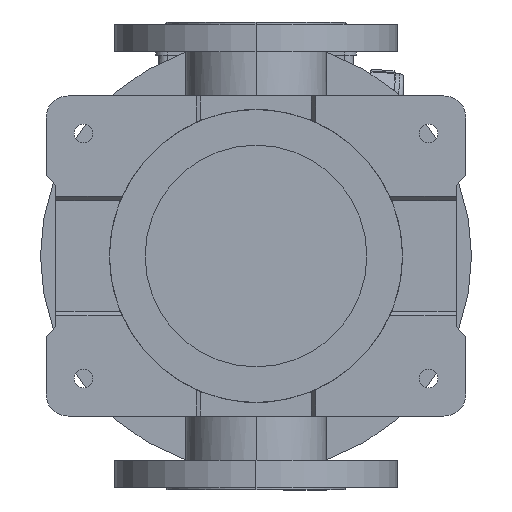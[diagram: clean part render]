
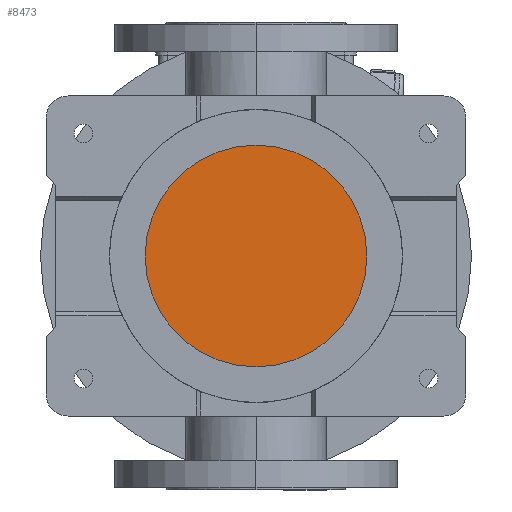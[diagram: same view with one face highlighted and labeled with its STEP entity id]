
A CAD part, front view. The second image highlights one B-rep face of the part: STEP entity #8473.
In plain terms, the highlighted face is planar.
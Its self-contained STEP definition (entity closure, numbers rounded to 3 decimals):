
#4319 = PLANE ( 'NONE',  #44135 ) ;
#8473 = ADVANCED_FACE ( 'NONE', ( #50799 ), #4319, .F. ) ;
#8956 = VERTEX_POINT ( 'NONE', #15712 ) ;
#10114 = EDGE_CURVE ( 'NONE', #8956, #46945, #16214, .T. ) ;
#11486 = CARTESIAN_POINT ( 'NONE',  ( 0., 120., 81. ) ) ;
#13992 = DIRECTION ( 'NONE',  ( 0., 1., 0. ) ) ;
#15712 = CARTESIAN_POINT ( 'NONE',  ( 0., -120., 81. ) ) ;
#15973 = DIRECTION ( 'NONE',  ( 0., 0., 1. ) ) ;
#16040 = DIRECTION ( 'NONE',  ( 0., 1., 0. ) ) ;
#16214 = CIRCLE ( 'NONE', #31592, 120. ) ;
#18004 = CARTESIAN_POINT ( 'NONE',  ( 0., 0., 81. ) ) ;
#24101 = CARTESIAN_POINT ( 'NONE',  ( 132., -132., 81. ) ) ;
#27840 = ORIENTED_EDGE ( 'NONE', *, *, #30068, .F. ) ;
#28679 = CIRCLE ( 'NONE', #45739, 120. ) ;
#30068 = EDGE_CURVE ( 'NONE', #46945, #8956, #28679, .T. ) ;
#30302 = DIRECTION ( 'NONE',  ( 0., 0., 1. ) ) ;
#31592 = AXIS2_PLACEMENT_3D ( 'NONE', #18004, #30302, #13992 ) ;
#33099 = DIRECTION ( 'NONE',  ( 0., 1., 0. ) ) ;
#41113 = CARTESIAN_POINT ( 'NONE',  ( 0., 0., 81. ) ) ;
#42745 = EDGE_LOOP ( 'NONE', ( #27840, #46495 ) ) ;
#44135 = AXIS2_PLACEMENT_3D ( 'NONE', #24101, #47855, #16040 ) ;
#45739 = AXIS2_PLACEMENT_3D ( 'NONE', #41113, #15973, #33099 ) ;
#46495 = ORIENTED_EDGE ( 'NONE', *, *, #10114, .F. ) ;
#46945 = VERTEX_POINT ( 'NONE', #11486 ) ;
#47855 = DIRECTION ( 'NONE',  ( 0., 0., 1. ) ) ;
#50799 = FACE_OUTER_BOUND ( 'NONE', #42745, .T. ) ;
